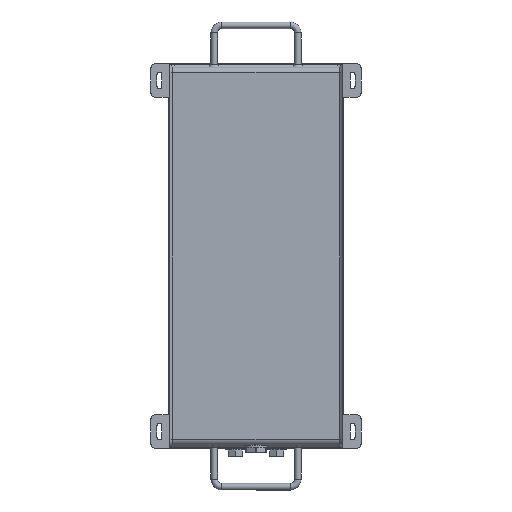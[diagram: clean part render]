
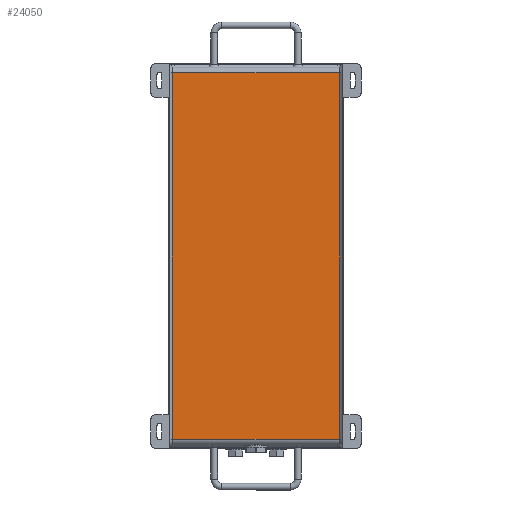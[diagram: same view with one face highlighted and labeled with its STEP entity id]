
A CAD part, front view. The second image highlights one B-rep face of the part: STEP entity #24050.
In plain terms, the highlighted planar face has unit normal (0, -1, 0).
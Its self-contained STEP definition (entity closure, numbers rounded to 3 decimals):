
#2945 = CARTESIAN_POINT ( 'NONE',  ( 2., 4., 449. ) ) ;
#3586 = DIRECTION ( 'NONE',  ( -1., 0., 0. ) ) ;
#3662 = LINE ( 'NONE', #13317, #18780 ) ;
#5684 = CARTESIAN_POINT ( 'NONE',  ( 208., 4., 11. ) ) ;
#6836 = VERTEX_POINT ( 'NONE', #7760 ) ;
#7760 = CARTESIAN_POINT ( 'NONE',  ( 208., 4., 449. ) ) ;
#8173 = EDGE_CURVE ( 'NONE', #6836, #33113, #19435, .T. ) ;
#9310 = VECTOR ( 'NONE', #21113, 1000. ) ;
#10768 = EDGE_CURVE ( 'NONE', #6836, #26870, #3662, .T. ) ;
#12961 = DIRECTION ( 'NONE',  ( 0., 1., 0. ) ) ;
#12985 = CARTESIAN_POINT ( 'NONE',  ( 683.925, 4., 11. ) ) ;
#13317 = CARTESIAN_POINT ( 'NONE',  ( 208., 4., 449. ) ) ;
#13371 = CARTESIAN_POINT ( 'NONE',  ( 2., 4., 11. ) ) ;
#13547 = DIRECTION ( 'NONE',  ( 0., 0., -1. ) ) ;
#14000 = LINE ( 'NONE', #28250, #19170 ) ;
#15469 = LINE ( 'NONE', #12985, #17057 ) ;
#16977 = EDGE_CURVE ( 'NONE', #33113, #17499, #14000, .T. ) ;
#17057 = VECTOR ( 'NONE', #3586, 1000. ) ;
#17499 = VERTEX_POINT ( 'NONE', #13371 ) ;
#18064 = ORIENTED_EDGE ( 'NONE', *, *, #10768, .F. ) ;
#18780 = VECTOR ( 'NONE', #13547, 1000. ) ;
#19170 = VECTOR ( 'NONE', #28315, 1000. ) ;
#19435 = LINE ( 'NONE', #20823, #9310 ) ;
#19929 = EDGE_CURVE ( 'NONE', #26870, #17499, #15469, .T. ) ;
#20823 = CARTESIAN_POINT ( 'NONE',  ( 683.925, 4., 449. ) ) ;
#21095 = FACE_OUTER_BOUND ( 'NONE', #23904, .T. ) ;
#21113 = DIRECTION ( 'NONE',  ( -1., 0., 0. ) ) ;
#23119 = CARTESIAN_POINT ( 'NONE',  ( 683.925, 4., 449. ) ) ;
#23712 = ORIENTED_EDGE ( 'NONE', *, *, #16977, .T. ) ;
#23904 = EDGE_LOOP ( 'NONE', ( #18064, #31542, #23712, #28930 ) ) ;
#24050 = ADVANCED_FACE ( 'NONE', ( #21095 ), #28320, .F. ) ;
#26870 = VERTEX_POINT ( 'NONE', #5684 ) ;
#28250 = CARTESIAN_POINT ( 'NONE',  ( 2., 4., 449. ) ) ;
#28315 = DIRECTION ( 'NONE',  ( 0., 0., -1. ) ) ;
#28320 = PLANE ( 'NONE',  #29217 ) ;
#28930 = ORIENTED_EDGE ( 'NONE', *, *, #19929, .F. ) ;
#29217 = AXIS2_PLACEMENT_3D ( 'NONE', #23119, #12961, #30916 ) ;
#30916 = DIRECTION ( 'NONE',  ( 0., 0., 1. ) ) ;
#31542 = ORIENTED_EDGE ( 'NONE', *, *, #8173, .T. ) ;
#33113 = VERTEX_POINT ( 'NONE', #2945 ) ;
